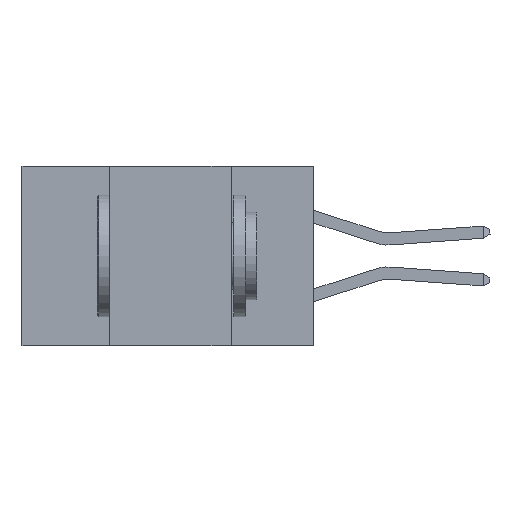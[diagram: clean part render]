
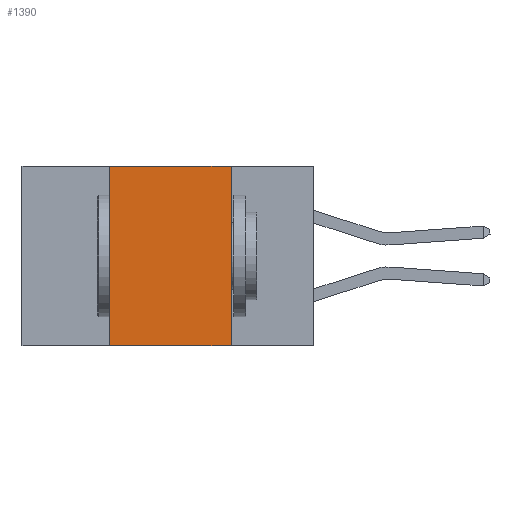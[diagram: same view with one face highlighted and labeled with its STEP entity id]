
A CAD part, left-side view. The second image highlights one B-rep face of the part: STEP entity #1390.
In plain terms, the highlighted planar face has unit normal (-1, 0, 0).
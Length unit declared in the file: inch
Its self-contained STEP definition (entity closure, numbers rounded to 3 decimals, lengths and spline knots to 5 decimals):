
#50 = EDGE_CURVE ( 'NONE', #4489, #9058, #8761, .T. ) ;
#685 = ORIENTED_EDGE ( 'NONE', *, *, #50, .F. ) ;
#1031 = VECTOR ( 'NONE', #7119, 39.37008 ) ;
#1121 = CARTESIAN_POINT ( 'NONE',  ( 0., 0.6, 0. ) ) ;
#1390 = ADVANCED_FACE ( 'NONE', ( #9026 ), #7245, .F. ) ;
#1406 = DIRECTION ( 'NONE',  ( 1., 0., 0. ) ) ;
#2228 = ORIENTED_EDGE ( 'NONE', *, *, #8717, .F. ) ;
#2437 = CARTESIAN_POINT ( 'NONE',  ( 0., 0.17, -0.37 ) ) ;
#3041 = CARTESIAN_POINT ( 'NONE',  ( 0., 0.6, -0.37 ) ) ;
#3294 = CARTESIAN_POINT ( 'NONE',  ( 0., 0.42, 0. ) ) ;
#3437 = VECTOR ( 'NONE', #6881, 39.37008 ) ;
#3583 = LINE ( 'NONE', #1121, #1031 ) ;
#4063 = ORIENTED_EDGE ( 'NONE', *, *, #7520, .T. ) ;
#4112 = CARTESIAN_POINT ( 'NONE',  ( 0., 0.6, 0. ) ) ;
#4400 = DIRECTION ( 'NONE',  ( 0., 0., -1. ) ) ;
#4489 = VERTEX_POINT ( 'NONE', #6763 ) ;
#4743 = DIRECTION ( 'NONE',  ( 0., -1., 0. ) ) ;
#4770 = EDGE_LOOP ( 'NONE', ( #685, #2228, #7957, #4063 ) ) ;
#4891 = LINE ( 'NONE', #3041, #9196 ) ;
#5290 = CARTESIAN_POINT ( 'NONE',  ( 0., 0.17, 0. ) ) ;
#5703 = LINE ( 'NONE', #5985, #3437 ) ;
#5985 = CARTESIAN_POINT ( 'NONE',  ( 0., 0.42, 0. ) ) ;
#6355 = EDGE_CURVE ( 'NONE', #10219, #8292, #5703, .T. ) ;
#6763 = CARTESIAN_POINT ( 'NONE',  ( 0., 0.17, 0. ) ) ;
#6881 = DIRECTION ( 'NONE',  ( 0., 0., 1. ) ) ;
#7119 = DIRECTION ( 'NONE',  ( 0., -1., 0. ) ) ;
#7245 = PLANE ( 'NONE',  #8284 ) ;
#7520 = EDGE_CURVE ( 'NONE', #10219, #9058, #4891, .T. ) ;
#7957 = ORIENTED_EDGE ( 'NONE', *, *, #6355, .F. ) ;
#8272 = DIRECTION ( 'NONE',  ( 0., 0., -1. ) ) ;
#8284 = AXIS2_PLACEMENT_3D ( 'NONE', #4112, #1406, #8272 ) ;
#8292 = VERTEX_POINT ( 'NONE', #3294 ) ;
#8485 = VECTOR ( 'NONE', #4400, 39.37008 ) ;
#8717 = EDGE_CURVE ( 'NONE', #8292, #4489, #3583, .T. ) ;
#8761 = LINE ( 'NONE', #5290, #8485 ) ;
#9026 = FACE_OUTER_BOUND ( 'NONE', #4770, .T. ) ;
#9058 = VERTEX_POINT ( 'NONE', #2437 ) ;
#9196 = VECTOR ( 'NONE', #4743, 39.37008 ) ;
#9903 = CARTESIAN_POINT ( 'NONE',  ( 0., 0.42, -0.37 ) ) ;
#10219 = VERTEX_POINT ( 'NONE', #9903 ) ;
